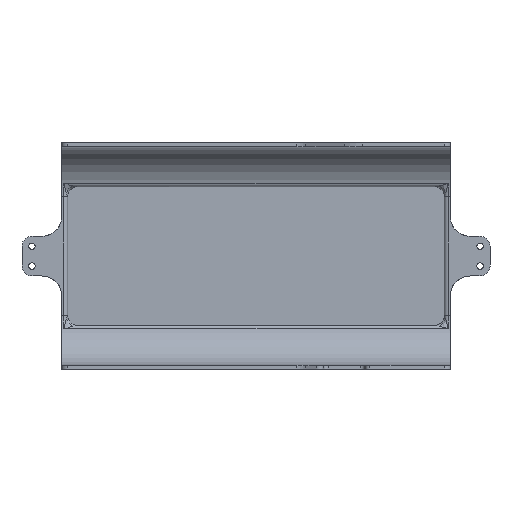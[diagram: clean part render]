
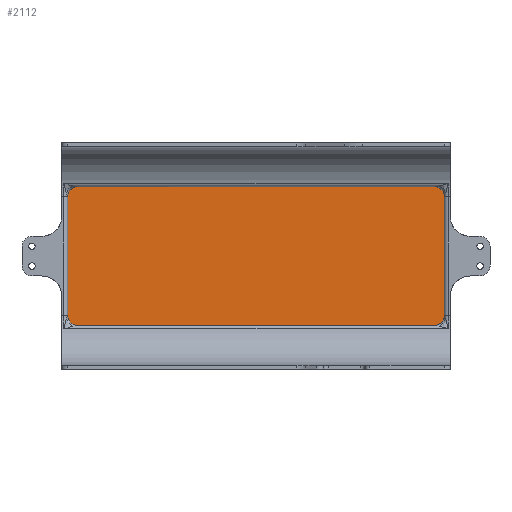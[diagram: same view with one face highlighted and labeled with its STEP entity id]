
A CAD part, top view. The second image highlights one B-rep face of the part: STEP entity #2112.
In plain terms, the highlighted planar face has unit normal (0, 0, 1).
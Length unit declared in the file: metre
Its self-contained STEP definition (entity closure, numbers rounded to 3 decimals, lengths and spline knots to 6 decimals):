
#196=LINE('',#3273,#366);
#239=LINE('',#4665,#409);
#240=LINE('',#4669,#410);
#241=LINE('',#4673,#411);
#366=VECTOR('',#2591,1.);
#409=VECTOR('',#2714,1.);
#410=VECTOR('',#2717,1.);
#411=VECTOR('',#2720,1.);
#509=PLANE('',#2300);
#825=ORIENTED_EDGE('',*,*,#1341,.T.);
#826=ORIENTED_EDGE('',*,*,#1342,.T.);
#827=ORIENTED_EDGE('',*,*,#1343,.T.);
#828=ORIENTED_EDGE('',*,*,#1344,.T.);
#829=ORIENTED_EDGE('',*,*,#1345,.F.);
#830=ORIENTED_EDGE('',*,*,#1266,.T.);
#831=ORIENTED_EDGE('',*,*,#1264,.F.);
#832=ORIENTED_EDGE('',*,*,#1261,.T.);
#1261=EDGE_CURVE('',#1551,#1552,#1715,.T.);
#1264=EDGE_CURVE('',#1551,#1553,#196,.T.);
#1266=EDGE_CURVE('',#1554,#1553,#1716,.T.);
#1341=EDGE_CURVE('',#1552,#1604,#239,.T.);
#1342=EDGE_CURVE('',#1604,#1605,#1733,.T.);
#1343=EDGE_CURVE('',#1605,#1606,#240,.T.);
#1344=EDGE_CURVE('',#1606,#1607,#1734,.T.);
#1345=EDGE_CURVE('',#1554,#1607,#241,.T.);
#1551=VERTEX_POINT('',#3268);
#1552=VERTEX_POINT('',#3269);
#1553=VERTEX_POINT('',#3274);
#1554=VERTEX_POINT('',#3278);
#1604=VERTEX_POINT('',#4666);
#1605=VERTEX_POINT('',#4668);
#1606=VERTEX_POINT('',#4670);
#1607=VERTEX_POINT('',#4672);
#1715=CIRCLE('',#2259,0.005);
#1716=CIRCLE('',#2262,0.005);
#1733=CIRCLE('',#2301,0.005);
#1734=CIRCLE('',#2302,0.005);
#1836=EDGE_LOOP('',(#825,#826,#827,#828,#829,#830,#831,#832));
#1976=FACE_BOUND('',#1836,.T.);
#2112=ADVANCED_FACE('',(#1976),#509,.T.);
#2259=AXIS2_PLACEMENT_3D('',#3267,#2585,#2586);
#2262=AXIS2_PLACEMENT_3D('',#3277,#2595,#2596);
#2300=AXIS2_PLACEMENT_3D('',#4664,#2712,#2713);
#2301=AXIS2_PLACEMENT_3D('',#4667,#2715,#2716);
#2302=AXIS2_PLACEMENT_3D('',#4671,#2718,#2719);
#2585=DIRECTION('',(0.,0.,1.));
#2586=DIRECTION('',(0.,-1.,0.));
#2591=DIRECTION('',(0.,1.,0.));
#2595=DIRECTION('',(0.,0.,1.));
#2596=DIRECTION('',(0.,-1.,0.));
#2712=DIRECTION('',(0.,0.,1.));
#2713=DIRECTION('',(1.,0.,0.));
#2714=DIRECTION('',(1.,0.,0.));
#2715=DIRECTION('',(0.,0.,1.));
#2716=DIRECTION('',(0.,-1.,0.));
#2717=DIRECTION('',(0.,1.,0.));
#2718=DIRECTION('',(0.,0.,1.));
#2719=DIRECTION('',(0.,-1.,0.));
#2720=DIRECTION('',(1.,0.,0.));
#3267=CARTESIAN_POINT('',(0.953659,-1.033519,-1.30204));
#3268=CARTESIAN_POINT('',(0.948659,-1.033519,-1.30204));
#3269=CARTESIAN_POINT('',(0.953659,-1.038519,-1.30204));
#3273=CARTESIAN_POINT('',(0.948659,-1.003519,-1.30204));
#3274=CARTESIAN_POINT('',(0.948659,-0.973519,-1.30204));
#3277=CARTESIAN_POINT('',(0.953659,-0.973519,-1.30204));
#3278=CARTESIAN_POINT('',(0.953659,-0.968519,-1.30204));
#4664=CARTESIAN_POINT('',(1.027159,-1.003519,-1.30204));
#4665=CARTESIAN_POINT('',(1.027159,-1.038519,-1.30204));
#4666=CARTESIAN_POINT('',(1.133659,-1.038519,-1.30204));
#4667=CARTESIAN_POINT('',(1.133659,-1.033519,-1.30204));
#4668=CARTESIAN_POINT('',(1.138659,-1.033519,-1.30204));
#4669=CARTESIAN_POINT('',(1.138659,-1.003519,-1.30204));
#4670=CARTESIAN_POINT('',(1.138659,-0.973519,-1.30204));
#4671=CARTESIAN_POINT('',(1.133659,-0.973519,-1.30204));
#4672=CARTESIAN_POINT('',(1.133659,-0.968519,-1.30204));
#4673=CARTESIAN_POINT('',(1.027159,-0.968519,-1.30204));
